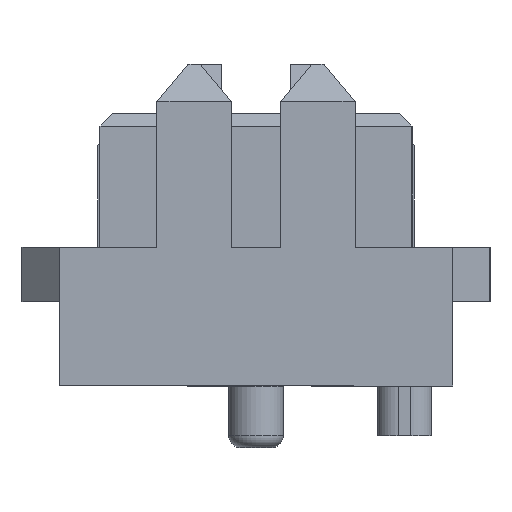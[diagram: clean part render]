
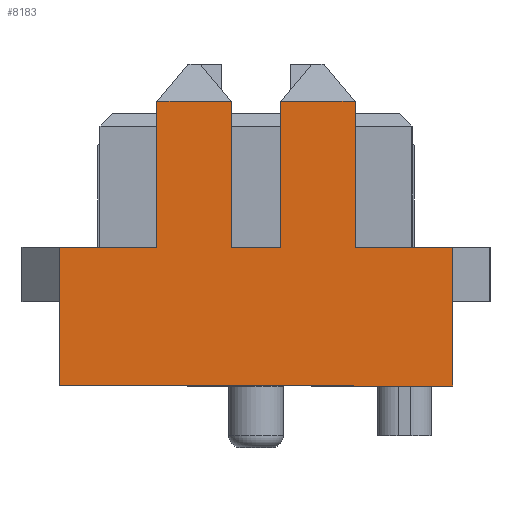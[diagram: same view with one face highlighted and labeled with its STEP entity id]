
A CAD part, left-side view. The second image highlights one B-rep face of the part: STEP entity #8183.
In plain terms, the highlighted planar face has unit normal (-1, 0, 0).
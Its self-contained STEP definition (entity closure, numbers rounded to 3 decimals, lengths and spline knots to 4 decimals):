
#700=FACE_OUTER_BOUND('',#1173,.T.);
#1173=EDGE_LOOP('',(#7030,#7031,#7032,#7033,#7034,#7035,#7036,#7037,#7038,
#7039,#7040,#7041,#7042,#7043));
#2043=LINE('',#13021,#3044);
#2047=LINE('',#13030,#3048);
#2051=LINE('',#13039,#3052);
#2055=LINE('',#13045,#3056);
#2056=LINE('',#13048,#3057);
#2075=LINE('',#13087,#3076);
#2094=LINE('',#13128,#3095);
#2116=LINE('',#13176,#3117);
#2117=LINE('',#13179,#3118);
#2118=LINE('',#13181,#3119);
#2119=LINE('',#13182,#3120);
#2120=LINE('',#13183,#3121);
#2121=LINE('',#13184,#3122);
#2122=LINE('',#13185,#3123);
#3044=VECTOR('',#10693,1000.);
#3048=VECTOR('',#10699,1000.);
#3052=VECTOR('',#10705,1000.);
#3056=VECTOR('',#10711,1000.);
#3057=VECTOR('',#10714,1000.);
#3076=VECTOR('',#10745,1000.);
#3095=VECTOR('',#10776,1000.);
#3117=VECTOR('',#10814,1000.);
#3118=VECTOR('',#10817,1000.);
#3119=VECTOR('',#10818,1000.);
#3120=VECTOR('',#10819,1000.);
#3121=VECTOR('',#10820,1000.);
#3122=VECTOR('',#10821,1000.);
#3123=VECTOR('',#10822,1000.);
#3875=VERTEX_POINT('',#13019);
#3876=VERTEX_POINT('',#13020);
#3879=VERTEX_POINT('',#13028);
#3880=VERTEX_POINT('',#13029);
#3883=VERTEX_POINT('',#13037);
#3884=VERTEX_POINT('',#13038);
#3885=VERTEX_POINT('',#13043);
#3886=VERTEX_POINT('',#13047);
#3897=VERTEX_POINT('',#13080);
#3900=VERTEX_POINT('',#13085);
#3915=VERTEX_POINT('',#13123);
#3934=VERTEX_POINT('',#13174);
#3935=VERTEX_POINT('',#13178);
#3936=VERTEX_POINT('',#13180);
#4917=EDGE_CURVE('',#3875,#3876,#2043,.T.);
#4921=EDGE_CURVE('',#3879,#3880,#2047,.T.);
#4925=EDGE_CURVE('',#3883,#3884,#2051,.T.);
#4929=EDGE_CURVE('',#3884,#3885,#2055,.T.);
#4930=EDGE_CURVE('',#3886,#3885,#2056,.T.);
#4949=EDGE_CURVE('',#3900,#3897,#2075,.T.);
#4968=EDGE_CURVE('',#3886,#3915,#2094,.T.);
#4991=EDGE_CURVE('',#3883,#3934,#2116,.T.);
#4992=EDGE_CURVE('',#3915,#3935,#2117,.T.);
#4993=EDGE_CURVE('',#3936,#3934,#2118,.T.);
#4994=EDGE_CURVE('',#3879,#3936,#2119,.T.);
#4995=EDGE_CURVE('',#3880,#3897,#2120,.T.);
#4996=EDGE_CURVE('',#3875,#3900,#2121,.T.);
#4997=EDGE_CURVE('',#3876,#3935,#2122,.T.);
#7030=ORIENTED_EDGE('',*,*,#4992,.F.);
#7031=ORIENTED_EDGE('',*,*,#4968,.F.);
#7032=ORIENTED_EDGE('',*,*,#4930,.T.);
#7033=ORIENTED_EDGE('',*,*,#4929,.F.);
#7034=ORIENTED_EDGE('',*,*,#4925,.F.);
#7035=ORIENTED_EDGE('',*,*,#4991,.T.);
#7036=ORIENTED_EDGE('',*,*,#4993,.F.);
#7037=ORIENTED_EDGE('',*,*,#4994,.F.);
#7038=ORIENTED_EDGE('',*,*,#4921,.T.);
#7039=ORIENTED_EDGE('',*,*,#4995,.T.);
#7040=ORIENTED_EDGE('',*,*,#4949,.F.);
#7041=ORIENTED_EDGE('',*,*,#4996,.F.);
#7042=ORIENTED_EDGE('',*,*,#4917,.T.);
#7043=ORIENTED_EDGE('',*,*,#4997,.T.);
#7716=PLANE('',#8818);
#8183=ADVANCED_FACE('',(#700),#7716,.T.);
#8818=AXIS2_PLACEMENT_3D('',#13177,#10815,#10816);
#10693=DIRECTION('',(0.,1.,0.));
#10699=DIRECTION('',(0.,1.,0.));
#10705=DIRECTION('',(0.,0.,-1.));
#10711=DIRECTION('',(0.,1.,0.));
#10714=DIRECTION('',(0.,0.,-1.));
#10745=DIRECTION('',(0.,-1.,0.));
#10776=DIRECTION('',(0.,0.,1.));
#10814=DIRECTION('',(0.,0.,1.));
#10815=DIRECTION('center_axis',(-1.,0.,0.));
#10816=DIRECTION('ref_axis',(0.,-1.,0.));
#10817=DIRECTION('',(0.,-1.,0.));
#10818=DIRECTION('',(0.,-1.,0.));
#10819=DIRECTION('',(0.,0.,-1.));
#10820=DIRECTION('',(0.,0.,-1.));
#10821=DIRECTION('',(0.,0.,-1.));
#10822=DIRECTION('',(0.,0.,-1.));
#13019=CARTESIAN_POINT('',(-27.89,0.508,5.842));
#13020=CARTESIAN_POINT('',(-27.89,2.032,5.842));
#13021=CARTESIAN_POINT('',(-27.89,0.508,5.842));
#13028=CARTESIAN_POINT('',(-27.89,-2.032,5.842));
#13029=CARTESIAN_POINT('',(-27.89,-0.508,5.842));
#13030=CARTESIAN_POINT('',(-27.89,-2.032,5.842));
#13037=CARTESIAN_POINT('',(-27.89,-4.0386,1.7272));
#13038=CARTESIAN_POINT('',(-27.89,-4.0386,0.));
#13039=CARTESIAN_POINT('',(-27.89,-4.0386,1.7272));
#13043=CARTESIAN_POINT('',(-27.89,4.0386,0.));
#13045=CARTESIAN_POINT('',(-27.89,-4.0386,0.));
#13047=CARTESIAN_POINT('',(-27.89,4.0386,1.7272));
#13048=CARTESIAN_POINT('',(-27.89,4.0386,1.7272));
#13080=CARTESIAN_POINT('',(-27.89,-0.508,2.8448));
#13085=CARTESIAN_POINT('',(-27.89,0.508,2.8448));
#13087=CARTESIAN_POINT('',(-27.89,4.0386,2.8448));
#13123=CARTESIAN_POINT('',(-27.89,4.0386,2.8448));
#13128=CARTESIAN_POINT('',(-27.89,4.0386,1.7272));
#13174=CARTESIAN_POINT('',(-27.89,-4.0386,2.8448));
#13176=CARTESIAN_POINT('',(-27.89,-4.0386,1.7272));
#13177=CARTESIAN_POINT('Origin',(-27.89,4.0386,1.7272));
#13178=CARTESIAN_POINT('',(-27.89,2.032,2.8448));
#13179=CARTESIAN_POINT('',(-27.89,4.0386,2.8448));
#13180=CARTESIAN_POINT('',(-27.89,-2.032,2.8448));
#13181=CARTESIAN_POINT('',(-27.89,4.0386,2.8448));
#13182=CARTESIAN_POINT('',(-27.89,-2.032,5.842));
#13183=CARTESIAN_POINT('',(-27.89,-0.508,5.842));
#13184=CARTESIAN_POINT('',(-27.89,0.508,5.842));
#13185=CARTESIAN_POINT('',(-27.89,2.032,5.842));
